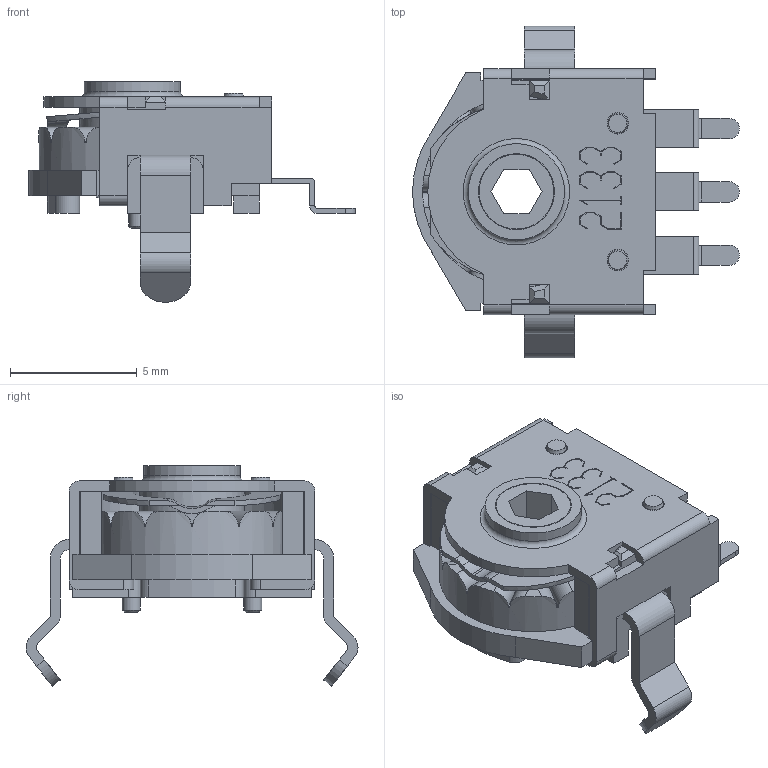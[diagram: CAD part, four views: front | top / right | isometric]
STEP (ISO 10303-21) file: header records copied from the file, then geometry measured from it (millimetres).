
FILE_DESCRIPTION(/* description */ (''),/* implementation_level */ '2;1');
FILE_NAME(/* name */ 'EN10HS0612N1HH3.stp',/* time_stamp */ '2022-03-21T09:27:02-04:00',/* author */ ('avery.harrell'),/* organization */ (''),/* preprocessor_version */ 'ST-DEVELOPER v17.2',/* originating_system */ 'Autodesk Inventor 2019',/* authorisation */ '');
FILE_SCHEMA (('AUTOMOTIVE_DESIGN { 1 0 10303 214 3 1 1 }'));
Length unit declared in the file: millimetre
Products named in the file (6): EN10HS0612N1HH3; EN10HS body; EN10 Rotor 12D HH3; EN10 clickplate; EN10HT bracket; EN10HS term
Assembly tree (7 placements, depth 2):
  EN10HS0612N1HH3
    EN10HS body
    EN10 Rotor 12D HH3
    EN10 clickplate
    EN10HT bracket
    EN10HS term  x3
Bounding box: 12.9 x 13.1 x 8.7 mm (x, y, z)
Volume: 284.3 mm3; surface area: 963.8 mm2
Topology: 7 solids, 7 shells, 466 faces, 1298 edges, 855 vertices
Faces by surface type: plane 327, cylinder 127, cone 6, torus 3, bspline 3
Full cylindrical faces by diameter (mm): 0.7 x2, 0.8 x4, 0.85 x2, 2.95 x2, 3 x2, 3.8 x1, 4.15 x1, 7.4 x1
Entity records: 14845 total; most frequent: CARTESIAN_POINT 3445, ORIENTED_EDGE 2432, DIRECTION 2187, EDGE_CURVE 1216, LINE 877, VECTOR 877, VERTEX_POINT 803, AXIS2_PLACEMENT_3D 655
